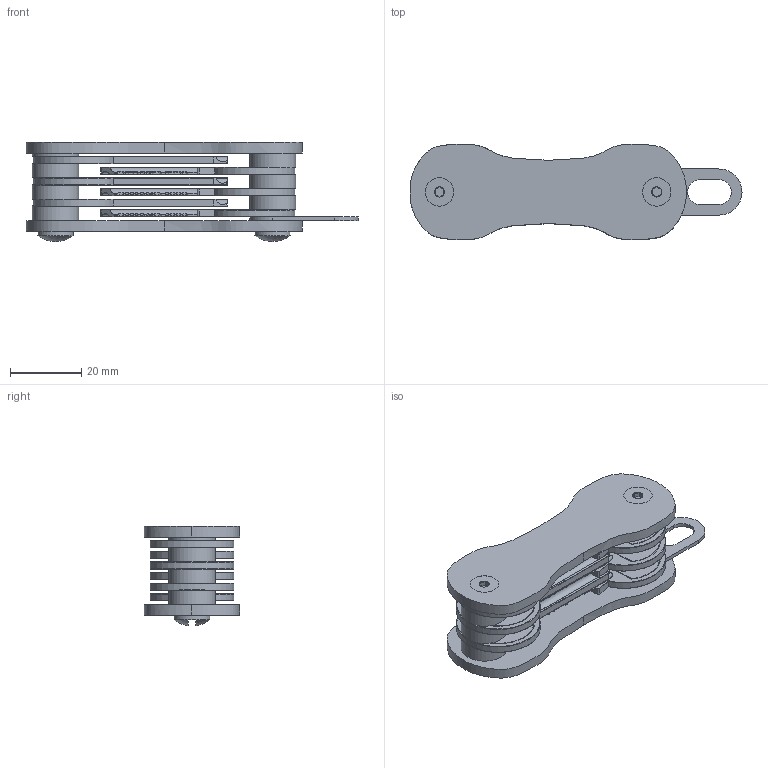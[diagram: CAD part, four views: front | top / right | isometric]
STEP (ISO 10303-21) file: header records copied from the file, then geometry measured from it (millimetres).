
FILE_DESCRIPTION(/* description */ (''),/* implementation_level */ '2;1');
FILE_NAME(/* name */ 'Schlsselbund v13.step',/* time_stamp */ '2022-12-08T00:00:41+01:00',/* author */ (''),/* organization */ (''),/* preprocessor_version */ 'ST-DEVELOPER v19.2',/* originating_system */ 'Autodesk Translation Framework v11.17.0.187',/* authorisation */ '');
FILE_SCHEMA (('AUTOMOTIVE_DESIGN { 1 0 10303 214 3 1 1 }'));
Length unit declared in the file: millimetre
Products named in the file (15): Schlüsselbund; Keys; key v1; Platten; Plate; Aufhängung; Big Spacer; 4.1mmSpacer; Small Spacer; 1.1mmSpacer; Without ring; Schraube; Schraube_1; 92125A104_18-8 Stainless Steel Hex Drive Flat Head Screw; 92463A871_316 Stainless Steel Binding Barrel
Assembly tree (27 placements, depth 4):
  Schlüsselbund
    Keys
      key v1  x6
    Platten
      Plate  x2
    Aufhängung
      Big Spacer
        4.1mmSpacer  x6
      Small Spacer
        1.1mmSpacer
        Without ring
    Schraube
      92125A104_18-8 Stainless Steel Hex Drive Flat Head Screw
      92463A871_316 Stainless Steel Binding Barrel
    Schraube_1
      92125A104_18-8 Stainless Steel Hex Drive Flat Head Screw
      92463A871_316 Stainless Steel Binding Barrel
Bounding box: 93.41 x 26.79 x 27.92 mm (x, y, z)
Volume: 20092 mm3; surface area: 23448.9 mm2
Topology: 20 solids, 20 shells, 1362 faces, 3334 edges, 2002 vertices
Faces by surface type: cylinder 681, torus 318, plane 237, bspline 90, cone 26, sphere 10
Full cylindrical faces by diameter (mm): 3.091 x34, 4 x62, 4.14 x2, 5 x2, 6.1 x8, 6.44 x4, 6.5 x6, 8 x6, 10 x2, 13 x6
Entity records: 17078 total; most frequent: CARTESIAN_POINT 9627, ORIENTED_EDGE 1508, DIRECTION 1501, EDGE_CURVE 754, AXIS2_PLACEMENT_3D 614, VERTEX_POINT 465, EDGE_LOOP 329, FACE_OUTER_BOUND 309
